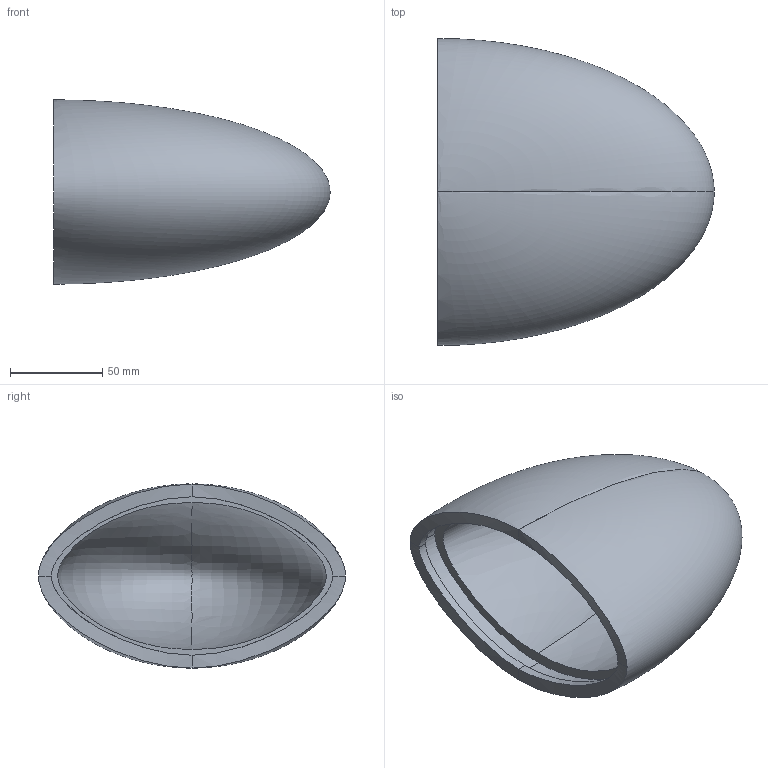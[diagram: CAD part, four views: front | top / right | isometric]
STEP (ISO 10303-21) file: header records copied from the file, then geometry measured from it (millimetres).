
FILE_DESCRIPTION (( 'STEP AP203' ), '1' );
FILE_NAME ('head.STEP', '2023-07-12T00:43:09', ( '' ), ( '' ), 'SwSTEP 2.0', 'SolidWorks 2022', '' );
FILE_SCHEMA (( 'CONFIG_CONTROL_DESIGN' ));
Length unit declared in the file: millimetre
Products named in the file (2): Head; head
Assembly tree (1 placements, depth 2):
  head
    Head
Bounding box: 150 x 166.67 x 100 mm (x, y, z)
Volume: 445874.3 mm3; surface area: 100859 mm2
Topology: 1 solids, 1 shells, 18 faces, 40 edges, 22 vertices
Faces by surface type: bspline 16, plane 2
Entity records: 19146 total; most frequent: CARTESIAN_POINT 18683, ORIENTED_EDGE 72, EDGE_CURVE 36, B_SPLINE_CURVE_WITH_KNOTS 27, VERTEX_POINT 22, EDGE_LOOP 20, DIRECTION 20, FACE_OUTER_BOUND 18
